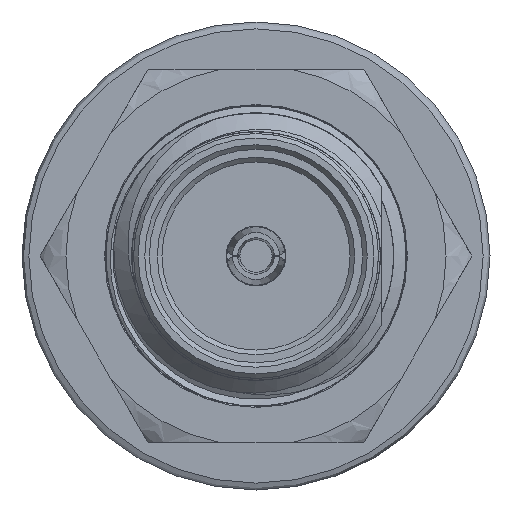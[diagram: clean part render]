
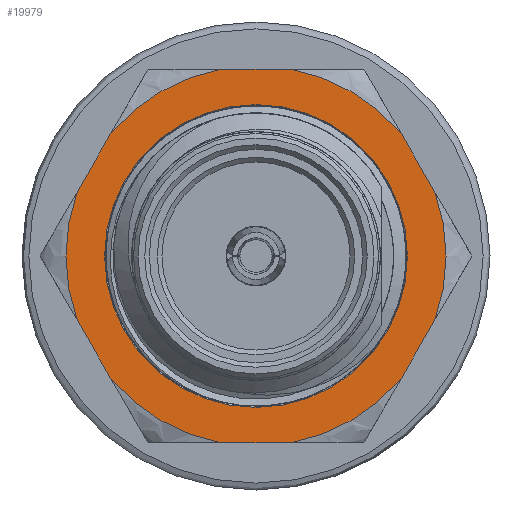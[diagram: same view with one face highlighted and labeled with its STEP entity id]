
A CAD part, front view. The second image highlights one B-rep face of the part: STEP entity #19979.
In plain terms, the highlighted planar face has unit normal (0, -1, 0).
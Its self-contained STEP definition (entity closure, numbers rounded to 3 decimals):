
#710=LINE('',#38702,#1964);
#711=LINE('',#38706,#1965);
#712=LINE('',#38710,#1966);
#713=LINE('',#38714,#1967);
#714=LINE('',#38718,#1968);
#715=LINE('',#38722,#1969);
#1964=VECTOR('',#24853,1000.);
#1965=VECTOR('',#24856,1000.);
#1966=VECTOR('',#24859,1000.);
#1967=VECTOR('',#24862,1000.);
#1968=VECTOR('',#24865,1000.);
#1969=VECTOR('',#24868,1000.);
#3675=PLANE('',#21686);
#4740=ORIENTED_EDGE('',*,*,#10500,.T.);
#4741=ORIENTED_EDGE('',*,*,#10501,.F.);
#4742=ORIENTED_EDGE('',*,*,#10502,.T.);
#4743=ORIENTED_EDGE('',*,*,#10503,.F.);
#4744=ORIENTED_EDGE('',*,*,#10504,.T.);
#4745=ORIENTED_EDGE('',*,*,#10505,.F.);
#4746=ORIENTED_EDGE('',*,*,#10506,.T.);
#4747=ORIENTED_EDGE('',*,*,#10507,.F.);
#4748=ORIENTED_EDGE('',*,*,#10508,.T.);
#4749=ORIENTED_EDGE('',*,*,#10509,.F.);
#4750=ORIENTED_EDGE('',*,*,#10510,.T.);
#4751=ORIENTED_EDGE('',*,*,#10511,.F.);
#4752=ORIENTED_EDGE('',*,*,#10512,.T.);
#10500=EDGE_CURVE('',#13468,#13468,#15152,.F.);
#10501=EDGE_CURVE('',#13469,#13470,#15153,.F.);
#10502=EDGE_CURVE('',#13469,#13471,#710,.T.);
#10503=EDGE_CURVE('',#13472,#13471,#15154,.F.);
#10504=EDGE_CURVE('',#13472,#13473,#711,.T.);
#10505=EDGE_CURVE('',#13474,#13473,#15155,.F.);
#10506=EDGE_CURVE('',#13474,#13475,#712,.T.);
#10507=EDGE_CURVE('',#13476,#13475,#15156,.F.);
#10508=EDGE_CURVE('',#13476,#13477,#713,.T.);
#10509=EDGE_CURVE('',#13478,#13477,#15157,.F.);
#10510=EDGE_CURVE('',#13478,#13479,#714,.T.);
#10511=EDGE_CURVE('',#13480,#13479,#15158,.F.);
#10512=EDGE_CURVE('',#13480,#13470,#715,.T.);
#13468=VERTEX_POINT('',#38698);
#13469=VERTEX_POINT('',#38700);
#13470=VERTEX_POINT('',#38701);
#13471=VERTEX_POINT('',#38703);
#13472=VERTEX_POINT('',#38705);
#13473=VERTEX_POINT('',#38707);
#13474=VERTEX_POINT('',#38709);
#13475=VERTEX_POINT('',#38711);
#13476=VERTEX_POINT('',#38713);
#13477=VERTEX_POINT('',#38715);
#13478=VERTEX_POINT('',#38717);
#13479=VERTEX_POINT('',#38719);
#13480=VERTEX_POINT('',#38721);
#15152=CIRCLE('',#21687,3.3);
#15153=CIRCLE('',#21688,4.142);
#15154=CIRCLE('',#21689,4.142);
#15155=CIRCLE('',#21690,4.142);
#15156=CIRCLE('',#21691,4.142);
#15157=CIRCLE('',#21692,4.142);
#15158=CIRCLE('',#21693,4.142);
#16577=EDGE_LOOP('',(#4740));
#16578=EDGE_LOOP('',(#4741,#4742,#4743,#4744,#4745,#4746,#4747,#4748,#4749,
#4750,#4751,#4752));
#18049=FACE_BOUND('',#16577,.T.);
#18050=FACE_BOUND('',#16578,.T.);
#19979=ADVANCED_FACE('',(#18049,#18050),#3675,.T.);
#21686=AXIS2_PLACEMENT_3D('',#38696,#24847,#24848);
#21687=AXIS2_PLACEMENT_3D('',#38697,#24849,#24850);
#21688=AXIS2_PLACEMENT_3D('',#38699,#24851,#24852);
#21689=AXIS2_PLACEMENT_3D('',#38704,#24854,#24855);
#21690=AXIS2_PLACEMENT_3D('',#38708,#24857,#24858);
#21691=AXIS2_PLACEMENT_3D('',#38712,#24860,#24861);
#21692=AXIS2_PLACEMENT_3D('',#38716,#24863,#24864);
#21693=AXIS2_PLACEMENT_3D('',#38720,#24866,#24867);
#24847=DIRECTION('',(0.,-1.,0.));
#24848=DIRECTION('',(0.,0.,-1.));
#24849=DIRECTION('',(0.,-1.,0.));
#24850=DIRECTION('',(0.,0.,-1.));
#24851=DIRECTION('',(0.,-1.,0.));
#24852=DIRECTION('',(0.,0.,-1.));
#24853=DIRECTION('',(1.,0.,0.));
#24854=DIRECTION('',(0.,-1.,0.));
#24855=DIRECTION('',(0.,0.,-1.));
#24856=DIRECTION('',(0.5,0.,0.866));
#24857=DIRECTION('',(0.,-1.,0.));
#24858=DIRECTION('',(0.,0.,-1.));
#24859=DIRECTION('',(-0.5,0.,0.866));
#24860=DIRECTION('',(0.,-1.,0.));
#24861=DIRECTION('',(0.,0.,-1.));
#24862=DIRECTION('',(-1.,0.,0.));
#24863=DIRECTION('',(0.,-1.,0.));
#24864=DIRECTION('',(0.,0.,-1.));
#24865=DIRECTION('',(-0.5,0.,-0.866));
#24866=DIRECTION('',(0.,-1.,0.));
#24867=DIRECTION('',(0.,0.,-1.));
#24868=DIRECTION('',(0.5,0.,-0.866));
#38696=CARTESIAN_POINT('',(0.,-1.,0.));
#38697=CARTESIAN_POINT('',(0.,-1.,0.));
#38698=CARTESIAN_POINT('',(0.,-1.,-3.3));
#38699=CARTESIAN_POINT('',(0.,-1.,0.));
#38700=CARTESIAN_POINT('',(-0.744,-1.,-4.075));
#38701=CARTESIAN_POINT('',(-3.157,-1.,-2.682));
#38702=CARTESIAN_POINT('',(-2.353,-1.,-4.075));
#38703=CARTESIAN_POINT('',(0.744,-1.,-4.075));
#38704=CARTESIAN_POINT('',(0.,-1.,0.));
#38705=CARTESIAN_POINT('',(3.157,-1.,-2.682));
#38706=CARTESIAN_POINT('',(2.353,-1.,-4.075));
#38707=CARTESIAN_POINT('',(3.901,-1.,-1.393));
#38708=CARTESIAN_POINT('',(0.,-1.,0.));
#38709=CARTESIAN_POINT('',(3.901,-1.,1.393));
#38710=CARTESIAN_POINT('',(4.705,-1.,0.));
#38711=CARTESIAN_POINT('',(3.157,-1.,2.682));
#38712=CARTESIAN_POINT('',(0.,-1.,0.));
#38713=CARTESIAN_POINT('',(0.744,-1.,4.075));
#38714=CARTESIAN_POINT('',(2.353,-1.,4.075));
#38715=CARTESIAN_POINT('',(-0.744,-1.,4.075));
#38716=CARTESIAN_POINT('',(0.,-1.,0.));
#38717=CARTESIAN_POINT('',(-3.157,-1.,2.682));
#38718=CARTESIAN_POINT('',(-2.353,-1.,4.075));
#38719=CARTESIAN_POINT('',(-3.901,-1.,1.393));
#38720=CARTESIAN_POINT('',(0.,-1.,0.));
#38721=CARTESIAN_POINT('',(-3.901,-1.,-1.393));
#38722=CARTESIAN_POINT('',(-4.705,-1.,0.));
